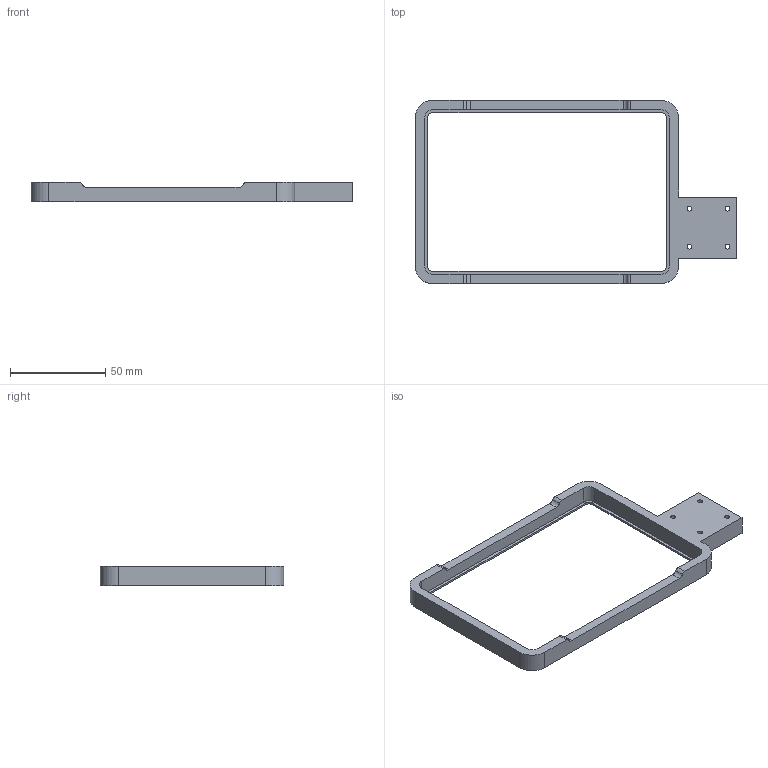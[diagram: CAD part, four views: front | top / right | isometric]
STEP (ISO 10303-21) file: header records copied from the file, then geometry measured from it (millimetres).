
FILE_DESCRIPTION(/* description */ (''),/* implementation_level */ '2;1');
FILE_NAME(/* name */ '20_Cube_Insert_Linear_Stage_NEMA11_china_wellplatemount.ipt.step',/* time_stamp */ '2022-11-29T08:07:01+01:00',/* author */ ('diederichbenedict'),/* organization */ (''),/* preprocessor_version */ 'ST-DEVELOPER v18.1',/* originating_system */ 'Autodesk Inventor 2022',/* authorisation */ '');
FILE_SCHEMA (('AUTOMOTIVE_DESIGN { 1 0 10303 214 3 1 1 }'));
Length unit declared in the file: millimetre
Products named in the file (1): 20_Cube_Insert_Linear_Stage_NEMA11_china_wellplatemount
Bounding box: 169.2 x 96.4 x 10 mm (x, y, z)
Volume: 30085.5 mm3; surface area: 16423 mm2
Topology: 1 solids, 1 shells, 46 faces, 132 edges, 88 vertices
Faces by surface type: cylinder 24, plane 22
Full cylindrical faces by diameter (mm): 2.5 x4
Entity records: 1585 total; most frequent: DIRECTION 274, CARTESIAN_POINT 267, ORIENTED_EDGE 264, EDGE_CURVE 132, AXIS2_PLACEMENT_3D 95, VERTEX_POINT 88, LINE 84, VECTOR 84
